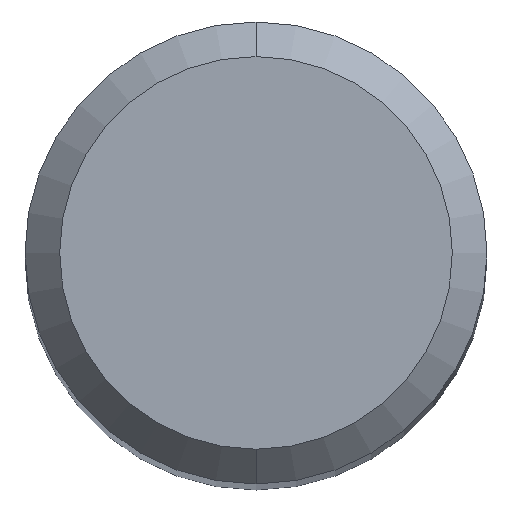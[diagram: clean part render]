
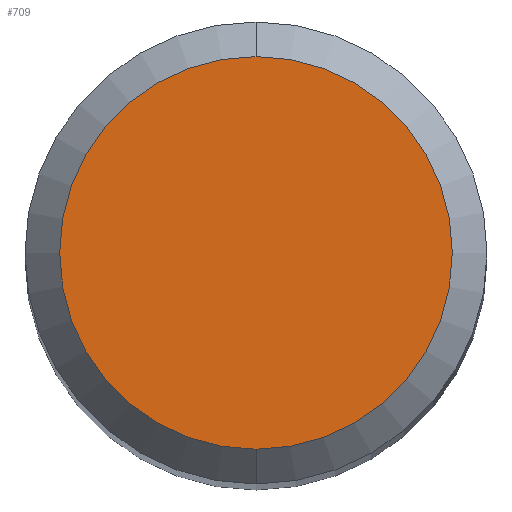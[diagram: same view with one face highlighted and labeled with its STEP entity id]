
A CAD part, top view. The second image highlights one B-rep face of the part: STEP entity #709.
In plain terms, the highlighted planar face has unit normal (0, 0, 1).
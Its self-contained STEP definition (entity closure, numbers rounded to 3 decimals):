
#427=EDGE_CURVE('',#1001,#861,#1113,.T.);
#709=ADVANCED_FACE('',(#1416),#1417,.T.);
#861=VERTEX_POINT('',#1581);
#931=EDGE_CURVE('',#861,#1001,#1662,.T.);
#1001=VERTEX_POINT('',#1738);
#1113=CIRCLE('',#2264,1.7);
#1416=FACE_OUTER_BOUND('',#3885,.T.);
#1417=PLANE('',#3886);
#1581=CARTESIAN_POINT('',(0.0,1.7,0.0));
#1662=CIRCLE('',#5064,1.7);
#1738=CARTESIAN_POINT('',(0.,-1.7,0.0));
#2264=AXIS2_PLACEMENT_3D('',#5665,#5666,#5667);
#3885=EDGE_LOOP('',(#5928,#5929));
#3886=AXIS2_PLACEMENT_3D('',#5930,#5931,#5932);
#5064=AXIS2_PLACEMENT_3D('',#6202,#6203,#6204);
#5665=CARTESIAN_POINT('',(0.0,0.0,0.0));
#5666=DIRECTION('',(0.0,0.0,-1.0));
#5667=DIRECTION('',(0.0,1.0,0.0));
#5928=ORIENTED_EDGE('',*,*,#931,.F.);
#5929=ORIENTED_EDGE('',*,*,#427,.F.);
#5930=CARTESIAN_POINT('',(0.0,0.85,0.0));
#5931=DIRECTION('',(-0.0,0.0,1.0));
#5932=DIRECTION('',(0.0,-1.0,0.0));
#6202=CARTESIAN_POINT('',(0.0,0.0,0.0));
#6203=DIRECTION('',(0.0,0.0,-1.0));
#6204=DIRECTION('',(0.0,1.0,0.0));
